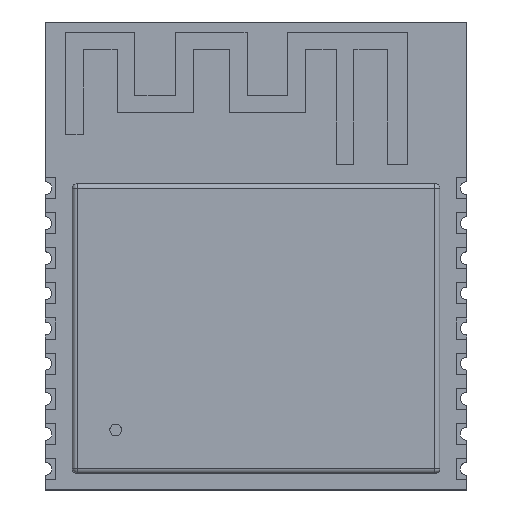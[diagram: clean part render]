
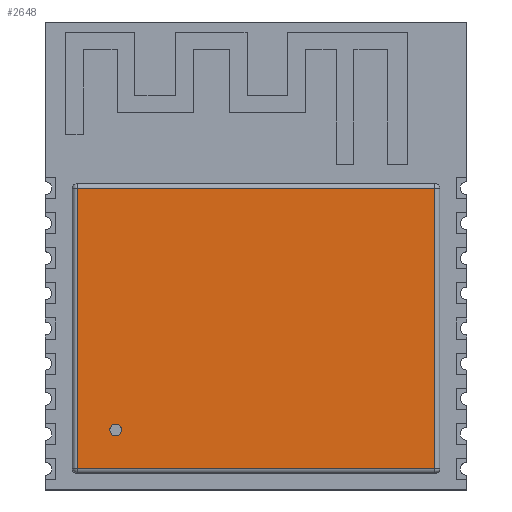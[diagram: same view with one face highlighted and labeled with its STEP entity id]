
A CAD part, top view. The second image highlights one B-rep face of the part: STEP entity #2648.
In plain terms, the highlighted planar face has unit normal (0, 0, 1).
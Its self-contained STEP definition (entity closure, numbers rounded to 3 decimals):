
#2472 = VERTEX_POINT('',#2473);
#2473 = CARTESIAN_POINT('',(-7.65,5.98,3.2));
#2480 = EDGE_CURVE('',#2472,#2481,#2483,.T.);
#2481 = VERTEX_POINT('',#2482);
#2482 = CARTESIAN_POINT('',(7.65,5.98,3.2));
#2483 = LINE('',#2484,#2485);
#2484 = CARTESIAN_POINT('',(-7.85,5.98,3.2));
#2485 = VECTOR('',#2486,1.);
#2486 = DIRECTION('',(1.,0.,0.));
#2648 = ADVANCED_FACE('',(#2649,#2674),#2685,.T.);
#2649 = FACE_BOUND('',#2650,.T.);
#2650 = EDGE_LOOP('',(#2651,#2659,#2660,#2668));
#2651 = ORIENTED_EDGE('',*,*,#2652,.F.);
#2652 = EDGE_CURVE('',#2481,#2653,#2655,.T.);
#2653 = VERTEX_POINT('',#2654);
#2654 = CARTESIAN_POINT('',(7.65,-5.99,3.2));
#2655 = LINE('',#2656,#2657);
#2656 = CARTESIAN_POINT('',(7.65,6.18,3.2));
#2657 = VECTOR('',#2658,1.);
#2658 = DIRECTION('',(0.,-1.,0.));
#2659 = ORIENTED_EDGE('',*,*,#2480,.F.);
#2660 = ORIENTED_EDGE('',*,*,#2661,.F.);
#2661 = EDGE_CURVE('',#2662,#2472,#2664,.T.);
#2662 = VERTEX_POINT('',#2663);
#2663 = CARTESIAN_POINT('',(-7.65,-5.99,3.2));
#2664 = LINE('',#2665,#2666);
#2665 = CARTESIAN_POINT('',(-7.65,-6.19,3.2));
#2666 = VECTOR('',#2667,1.);
#2667 = DIRECTION('',(0.,1.,0.));
#2668 = ORIENTED_EDGE('',*,*,#2669,.F.);
#2669 = EDGE_CURVE('',#2653,#2662,#2670,.T.);
#2670 = LINE('',#2671,#2672);
#2671 = CARTESIAN_POINT('',(7.85,-5.99,3.2));
#2672 = VECTOR('',#2673,1.);
#2673 = DIRECTION('',(-1.,0.,0.));
#2674 = FACE_BOUND('',#2675,.T.);
#2675 = EDGE_LOOP('',(#2676));
#2676 = ORIENTED_EDGE('',*,*,#2677,.F.);
#2677 = EDGE_CURVE('',#2678,#2678,#2680,.T.);
#2678 = VERTEX_POINT('',#2679);
#2679 = CARTESIAN_POINT('',(-5.75,-4.34,3.2));
#2680 = CIRCLE('',#2681,0.25);
#2681 = AXIS2_PLACEMENT_3D('',#2682,#2683,#2684);
#2682 = CARTESIAN_POINT('',(-6.,-4.34,3.2));
#2683 = DIRECTION('',(0.,0.,1.));
#2684 = DIRECTION('',(1.,0.,0.));
#2685 = PLANE('',#2686);
#2686 = AXIS2_PLACEMENT_3D('',#2687,#2688,#2689);
#2687 = CARTESIAN_POINT('',(0.,-0.005,3.2));
#2688 = DIRECTION('',(0.,0.,1.));
#2689 = DIRECTION('',(1.,0.,0.));
